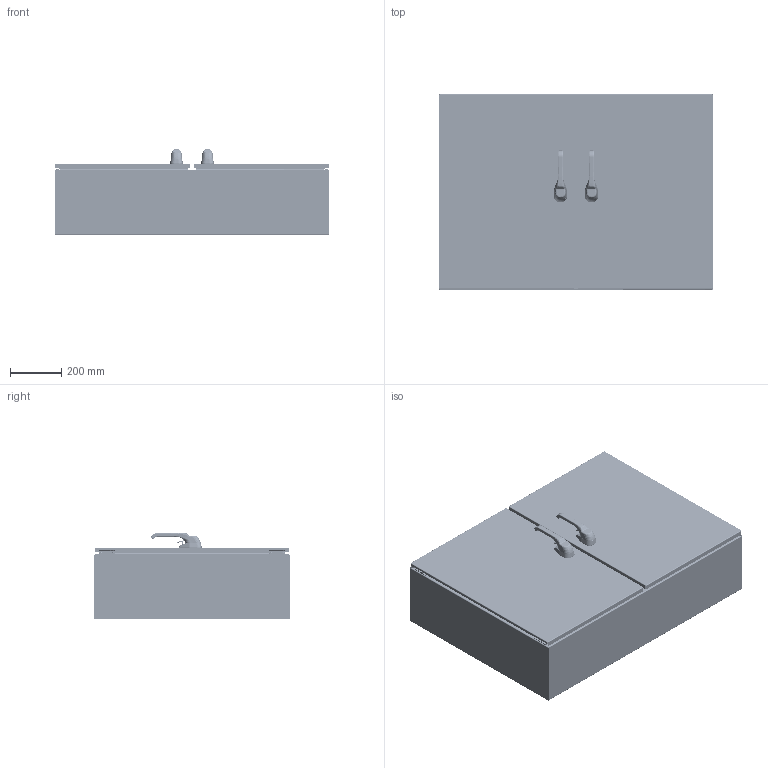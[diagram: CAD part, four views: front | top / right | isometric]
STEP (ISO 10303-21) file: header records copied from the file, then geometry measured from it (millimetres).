
FILE_DESCRIPTION(/* description */ ('N412, DBL DR, WALL MNT, ULT, 30X42X10 304SS'),/* implementation_level */ '2;1');
FILE_NAME(/* name */ 'N412D304210SSC.stp',/* time_stamp */ '2019-11-22T15:20:40-06:00',/* author */ ('berthabarrera'),/* organization */ (''),/* preprocessor_version */ 'ST-DEVELOPER v16.13',/* originating_system */ 'Autodesk Inventor 2018',/* authorisation */ '');
FILE_SCHEMA (('AUTOMOTIVE_DESIGN { 1 0 10303 214 3 1 1 }'));
Products named in the file (50): N412D304210SSC; N412D304210SSCBTB; N412D3010SSCLRS; N412D3042SSCLDR; N412D3042SSCSDR; N412D30SSCMLR; N412D30SSCRML; HFW37043-30; 1049-09; 1049-08; HFW37043 1049 03 03  30; 38846; (35196) 1001-u11_asm; 1001-U11_AF0; DIN917_M6; FH4-M6-15; 30221; HFW303143; HFW303142; HFW316420; HFW32451_SOLID_ASSM; 1091-73-PP; 1091-74-03PP; 1091-75-PP; DIN3771_16X2_5; 2100-11; 1091-76-PP; D125B_10_5; DIN985_M10; 1000-02; 1225-05; 1000-277-01; 35196; 1000-B18_ASM; 1000-73; 1000-67; D6799_5; 1000-u49_asm; 1000-105; D933_M5X8 ...
Assembly tree (90 placements, depth 4):
  N412D304210SSC
    N412D304210SSCBTB
    N412D3010SSCLRS  x2
    N412D3042SSCLDR
    N412D3042SSCSDR
    N412D30SSCMLR
    N412D30SSCRML
    HFW37043-30  x4
      1049-08
      1049-09
      HFW37043 1049 03 03  30
    38846  x4
    3889  x6
    (35196) 1001-u11_asm  x4
      1001-U11_AF0
      DIN917_M6
      FH4-M6-15
    30221  x6
    HFW303143  x2
    HFW303142  x2
    HFW316420  x2
    HFW32451_SOLID_ASSM  x2
      1091-73-PP
      1091-74-03PP
      1091-75-PP
      DIN3771_16X2_5
      2100-11
      1091-76-PP
      D125B_10_5
      DIN985_M10
      1000-02
      1225-05
      1000-277-01
    35196  x2
      1000-B18_ASM
        1000-73
        1000-67  x2
      D6799_5
      1000-u49_asm
        1000-105
        D933_M5X8
    HFW328206  x4
    HFW3161  x4
    HFW328207  x4
      HFW328207_21068-BOX LEAF_316SS
      HFW328207_21068-PIN_316SS
      HFW328207_21068-POM CLIP
      HFW328207_17723-UTI BRACKET
      HFW328207_17380_316 SS
      HFW328207_17910
Bounding box: 1066.8 x 762 x 334.43 mm (x, y, z)
Volume: 5950639.7 mm3; surface area: 6044383.2 mm2
Topology: 139 solids, 139 shells, 6244 faces, 14926 edges, 9042 vertices
Faces by surface type: plane 2250, cylinder 2054, bspline 866, cone 498, torus 422, sphere 154
Full cylindrical faces by diameter (mm): 2.362 x8, 2.7 x4, 3 x2, 3.1 x4, 3.15 x2, 3.317 x136, 3.5 x10, 3.962 x4, 3.969 x6, 4 x8, 4.064 x4, 4.166 x136, 4.2 x12, 4.25 x8, 4.3 x4, 4.572 x12, 4.775 x8, 5 x12, 5.4 x6, 6 x16, 6.03 x4, 6.2 x4, 6.3 x4, 6.35 x26, 6.502 x8, 6.733 x4, 6.756 x6, 7.112 x6, 7.5 x4, 7.61 x16
Entity records: 115202 total; most frequent: CARTESIAN_POINT 62506, DIRECTION 10146, ORIENTED_EDGE 10078, EDGE_CURVE 5039, AXIS2_PLACEMENT_3D 3907, VERTEX_POINT 3157, EDGE_LOOP 2662, LINE 2332
